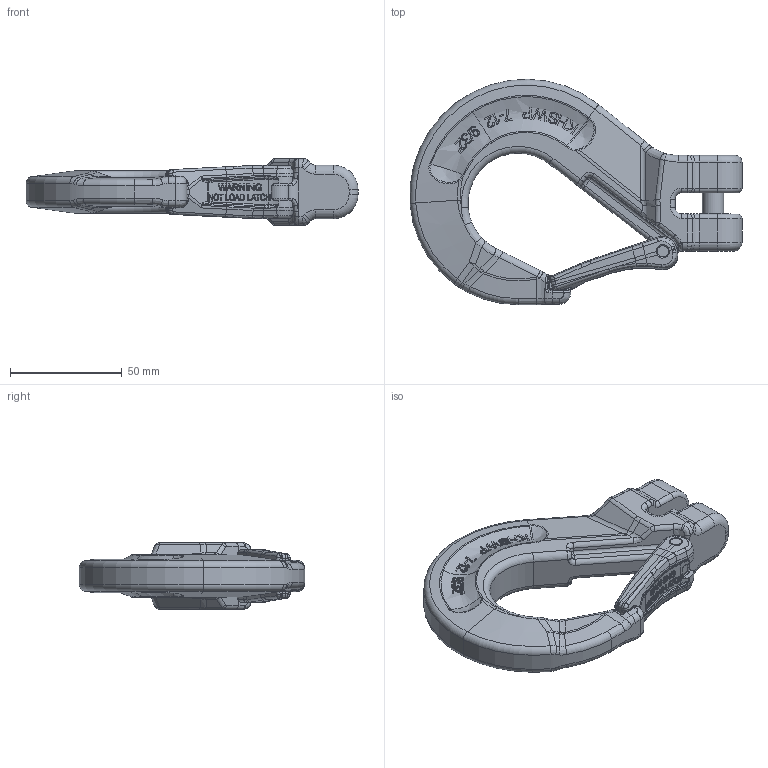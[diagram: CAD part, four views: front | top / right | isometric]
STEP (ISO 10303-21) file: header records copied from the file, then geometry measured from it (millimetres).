
FILE_DESCRIPTION(/* description */ (''),/* implementation_level */ '2;1');
FILE_NAME(/* name */ 'pewag_KHSWP_7.stp',/* time_stamp */ '2022-07-25T17:56:19+02:00',/* author */ (''),/* organization */ (''),/* preprocessor_version */ 'ST-DEVELOPER v16',/* originating_system */ 'SIEMENS PLM Software NX 11.0',/* authorisation */ '');
FILE_SCHEMA (('AUTOMOTIVE_DESIGN { 1 0 10303 214 3 1 1 1 }'));
Length unit declared in the file: millimetre
Products named in the file (1): baf1FCC9433l2rl
Bounding box: 148.75 x 101 x 30 mm (x, y, z)
Volume: 127805.9 mm3; surface area: 29328.1 mm2
Topology: 3 solids, 3 shells, 1383 faces, 3460 edges, 2138 vertices
Faces by surface type: plane 462, bspline 393, extrusion 236, cylinder 206, torus 64, cone 12, sphere 10
Full cylindrical faces by diameter (mm): 5 x4, 9.5 x1
Entity records: 56181 total; most frequent: CARTESIAN_POINT 27575, ORIENTED_EDGE 6862, DIRECTION 4293, EDGE_CURVE 3431, VERTEX_POINT 2134, B_SPLINE_CURVE_WITH_KNOTS 1879, AXIS2_PLACEMENT_3D 1519, EDGE_LOOP 1471
